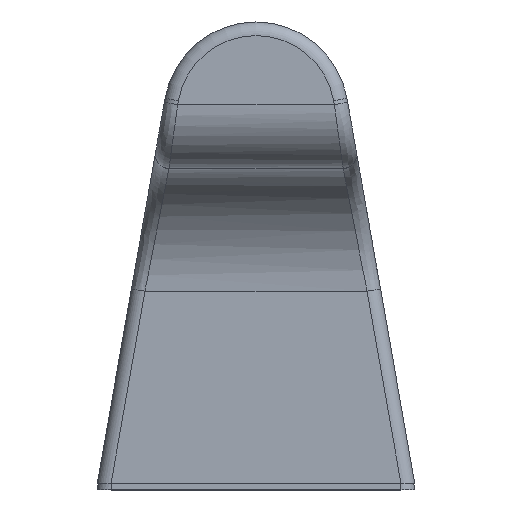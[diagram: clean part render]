
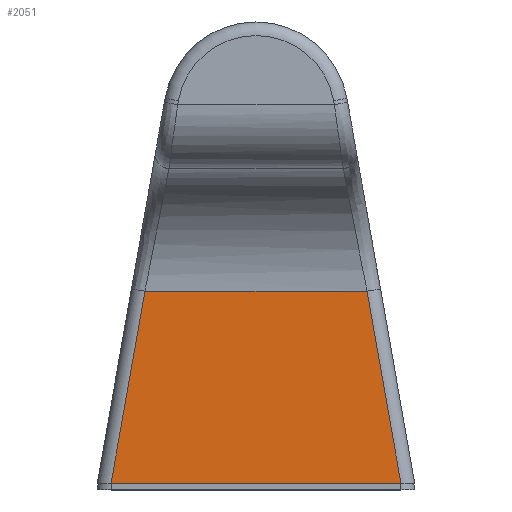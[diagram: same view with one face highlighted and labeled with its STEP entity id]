
A CAD part, top view. The second image highlights one B-rep face of the part: STEP entity #2051.
In plain terms, the highlighted planar face has unit normal (0, 0, 1).
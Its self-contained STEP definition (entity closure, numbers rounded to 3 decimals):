
#203=FACE_OUTER_BOUND('',#334,.T.);
#334=EDGE_LOOP('',(#1722,#1723,#1724,#1725));
#572=LINE('',#3267,#769);
#581=LINE('',#3478,#778);
#586=LINE('',#3487,#783);
#596=LINE('',#3616,#793);
#769=VECTOR('',#2637,10.);
#778=VECTOR('',#2698,10.);
#783=VECTOR('',#2711,10.);
#793=VECTOR('',#2763,10.);
#939=VERTEX_POINT('',#3261);
#941=VERTEX_POINT('',#3265);
#958=VERTEX_POINT('',#3469);
#960=VERTEX_POINT('',#3475);
#1180=EDGE_CURVE('',#939,#941,#572,.T.);
#1209=EDGE_CURVE('',#958,#960,#581,.T.);
#1214=EDGE_CURVE('',#958,#941,#586,.T.);
#1237=EDGE_CURVE('',#960,#939,#596,.T.);
#1722=ORIENTED_EDGE('',*,*,#1209,.T.);
#1723=ORIENTED_EDGE('',*,*,#1237,.T.);
#1724=ORIENTED_EDGE('',*,*,#1180,.T.);
#1725=ORIENTED_EDGE('',*,*,#1214,.F.);
#1946=PLANE('',#2250);
#2051=ADVANCED_FACE('',(#203),#1946,.T.);
#2250=AXIS2_PLACEMENT_3D('',#3615,#2761,#2762);
#2637=DIRECTION('',(-0.174,0.985,0.));
#2698=DIRECTION('',(-0.174,-0.985,0.));
#2711=DIRECTION('',(1.,0.,0.));
#2761=DIRECTION('center_axis',(0.,0.,1.));
#2762=DIRECTION('ref_axis',(0.,-1.,0.));
#2763=DIRECTION('',(1.,0.,0.));
#3261=CARTESIAN_POINT('',(33.477,0.,466.5));
#3265=CARTESIAN_POINT('',(29.746,21.16,466.5));
#3267=CARTESIAN_POINT('',(31.186,12.993,466.5));
#3469=CARTESIAN_POINT('',(5.254,21.16,466.5));
#3475=CARTESIAN_POINT('',(1.523,0.,466.5));
#3478=CARTESIAN_POINT('',(7.022,31.185,466.5));
#3487=CARTESIAN_POINT('',(0.,21.16,466.5));
#3615=CARTESIAN_POINT('Origin',(0.,21.16,466.5));
#3616=CARTESIAN_POINT('',(0.,0.,466.5));
